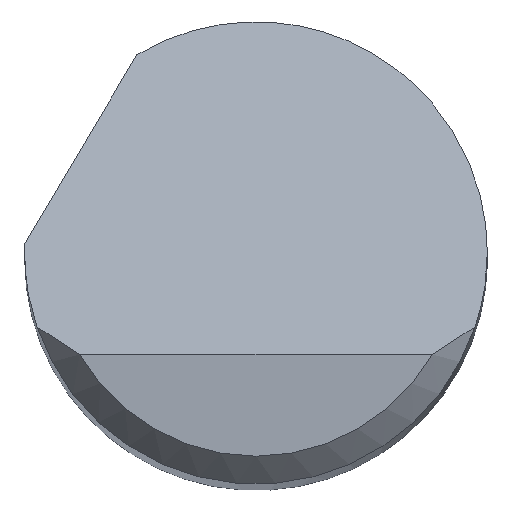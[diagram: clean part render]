
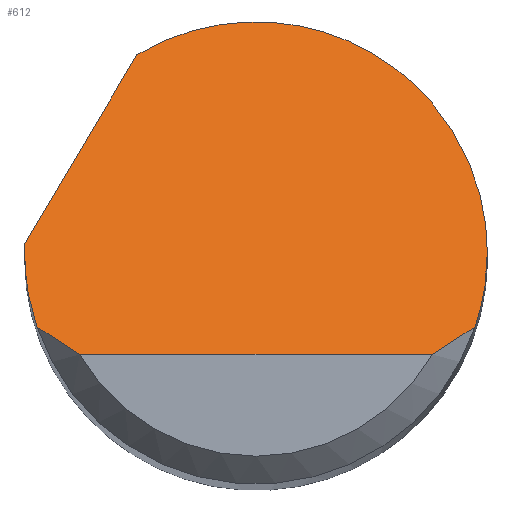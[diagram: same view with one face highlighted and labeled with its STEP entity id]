
A CAD part, top view. The second image highlights one B-rep face of the part: STEP entity #612.
In plain terms, the highlighted planar face has unit normal (0, 0.707, 0.707).
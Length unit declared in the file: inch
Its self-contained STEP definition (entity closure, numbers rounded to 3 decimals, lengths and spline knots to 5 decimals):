
#1 = ORIENTED_EDGE ( 'NONE', *, *, #324, .F. ) ;
#5 = EDGE_CURVE ( 'NONE', #642, #356, #564, .T. ) ;
#18 = VECTOR ( 'NONE', #458, 39.37008 ) ;
#20 = EDGE_CURVE ( 'NONE', #787, #642, #560, .T. ) ;
#22 = CARTESIAN_POINT ( 'NONE',  ( -0.09526, -0.055, 3.5 ) ) ;
#32 = VERTEX_POINT ( 'NONE', #284 ) ;
#41 = CARTESIAN_POINT ( 'NONE',  ( 0.125, 0., 3.445 ) ) ;
#71 = CARTESIAN_POINT ( 'NONE',  ( -0.12279, -0.02708, 3.47208 ) ) ;
#80 = CARTESIAN_POINT ( 'NONE',  ( -0.09526, -0.055, 3.5 ) ) ;
#101 = CARTESIAN_POINT ( 'NONE',  ( -0.125, 0., 3.445 ) ) ;
#106 = CARTESIAN_POINT ( 'NONE',  ( -0.06437, 0.10715, 3.33785 ) ) ;
#121 = CARTESIAN_POINT ( 'NONE',  ( 0.10339, -0.05031, 3.49531 ) ) ;
#125 = CARTESIAN_POINT ( 'NONE',  ( -0.15516, -0.04606, 3.49106 ) ) ;
#131 = CARTESIAN_POINT ( 'NONE',  ( -0.06437, 0.10715, 3.33785 ) ) ;
#133 = ORIENTED_EDGE ( 'NONE', *, *, #167, .F. ) ;
#134 = PLANE ( 'NONE',  #328 ) ;
#152 = EDGE_CURVE ( 'NONE', #236, #252, #224, .T. ) ;
#167 = EDGE_CURVE ( 'NONE', #356, #289, #711, .T. ) ;
#170 = CARTESIAN_POINT ( 'NONE',  ( 0.11843, -0.04, 3.485 ) ) ;
#199 = EDGE_CURVE ( 'NONE', #32, #209, #339, .T. ) ;
#209 = VERTEX_POINT ( 'NONE', #22 ) ;
#218 = CARTESIAN_POINT ( 'NONE',  ( 0.125, -0.01363, 3.45863 ) ) ;
#224 = B_SPLINE_CURVE_WITH_KNOTS ( 'NONE', 3,
 ( #727, #121, #671, #513 ),
 .UNSPECIFIED., .F., .F.,
 ( 4, 4 ),
 ( 0., 0.0008 ),
 .UNSPECIFIED. ) ;
#226 = CARTESIAN_POINT ( 'NONE',  ( -0.1249, 0.005, 3.44 ) ) ;
#227 = CARTESIAN_POINT ( 'NONE',  ( 0.11843, -0.04, 3.485 ) ) ;
#236 = VERTEX_POINT ( 'NONE', #450 ) ;
#252 = VERTEX_POINT ( 'NONE', #227 ) ;
#262 = DIRECTION ( 'NONE',  ( 0., 0.707, -0.707 ) ) ;
#265 = ORIENTED_EDGE ( 'NONE', *, *, #152, .T. ) ;
#272 = ORIENTED_EDGE ( 'NONE', *, *, #466, .T. ) ;
#284 = CARTESIAN_POINT ( 'NONE',  ( -0.11843, -0.04, 3.485 ) ) ;
#288 =( BOUNDED_CURVE ( )  B_SPLINE_CURVE ( 3, ( #449, #71, #445, #625 ),
 .UNSPECIFIED., .F., .T. ) 
 B_SPLINE_CURVE_WITH_KNOTS ( ( 4, 4 ),
 ( 4.38666, 4.71239 ),
 .UNSPECIFIED. ) 
 CURVE ( )  GEOMETRIC_REPRESENTATION_ITEM ( )  RATIONAL_B_SPLINE_CURVE ( ( 1., 0.991, 0.991, 1. ) ) 
 REPRESENTATION_ITEM ( '' )  );
#289 = VERTEX_POINT ( 'NONE', #41 ) ;
#306 = CARTESIAN_POINT ( 'NONE',  ( 0., -0.055, 3.5 ) ) ;
#324 = EDGE_CURVE ( 'NONE', #289, #252, #617, .T. ) ;
#328 = AXIS2_PLACEMENT_3D ( 'NONE', #502, #377, #262 ) ;
#339 = B_SPLINE_CURVE_WITH_KNOTS ( 'NONE', 3,
 ( #577, #387, #383, #80 ),
 .UNSPECIFIED., .F., .F.,
 ( 4, 4 ),
 ( 0., 0.0008 ),
 .UNSPECIFIED. ) ;
#356 = VERTEX_POINT ( 'NONE', #106 ) ;
#359 = CARTESIAN_POINT ( 'NONE',  ( -0.12497, 0.00333, 3.44167 ) ) ;
#374 = ORIENTED_EDGE ( 'NONE', *, *, #20, .F. ) ;
#377 = DIRECTION ( 'NONE',  ( 0., -0.707, -0.707 ) ) ;
#380 = CARTESIAN_POINT ( 'NONE',  ( 0.125, 0.10961, 3.33539 ) ) ;
#383 = CARTESIAN_POINT ( 'NONE',  ( -0.10339, -0.05031, 3.49531 ) ) ;
#387 = CARTESIAN_POINT ( 'NONE',  ( -0.11107, -0.04528, 3.49028 ) ) ;
#389 = EDGE_LOOP ( 'NONE', ( #272, #265, #1, #133, #724, #374, #492, #454 ) ) ;
#398 = VECTOR ( 'NONE', #434, 39.37008 ) ;
#434 = DIRECTION ( 'NONE',  ( 0.386, 0.652, -0.652 ) ) ;
#445 = CARTESIAN_POINT ( 'NONE',  ( -0.125, -0.01363, 3.45863 ) ) ;
#449 = CARTESIAN_POINT ( 'NONE',  ( -0.11843, -0.04, 3.485 ) ) ;
#450 = CARTESIAN_POINT ( 'NONE',  ( 0.09526, -0.055, 3.5 ) ) ;
#454 = ORIENTED_EDGE ( 'NONE', *, *, #199, .T. ) ;
#458 = DIRECTION ( 'NONE',  ( 1., 0., 0. ) ) ;
#466 = EDGE_CURVE ( 'NONE', #209, #236, #511, .T. ) ;
#469 = CARTESIAN_POINT ( 'NONE',  ( 0.12279, -0.02708, 3.47208 ) ) ;
#492 = ORIENTED_EDGE ( 'NONE', *, *, #623, .F. ) ;
#502 = CARTESIAN_POINT ( 'NONE',  ( -0.125, -0.055, 3.5 ) ) ;
#511 = LINE ( 'NONE', #306, #18 ) ;
#512 = FACE_OUTER_BOUND ( 'NONE', #389, .T. ) ;
#513 = CARTESIAN_POINT ( 'NONE',  ( 0.11843, -0.04, 3.485 ) ) ;
#537 = CARTESIAN_POINT ( 'NONE',  ( -0.125, 0., 3.445 ) ) ;
#560 =( BOUNDED_CURVE ( )  B_SPLINE_CURVE ( 3, ( #101, #709, #359, #226 ),
 .UNSPECIFIED., .F., .T. ) 
 B_SPLINE_CURVE_WITH_KNOTS ( ( 4, 4 ),
 ( 4.71239, 4.7524 ),
 .UNSPECIFIED. ) 
 CURVE ( )  GEOMETRIC_REPRESENTATION_ITEM ( )  RATIONAL_B_SPLINE_CURVE ( ( 1., 1., 1., 1. ) ) 
 REPRESENTATION_ITEM ( '' )  );
#564 = LINE ( 'NONE', #125, #398 ) ;
#577 = CARTESIAN_POINT ( 'NONE',  ( -0.11843, -0.04, 3.485 ) ) ;
#612 = ADVANCED_FACE ( 'NONE', ( #512 ), #134, .F. ) ;
#617 =( BOUNDED_CURVE ( )  B_SPLINE_CURVE ( 3, ( #773, #218, #469, #170 ),
 .UNSPECIFIED., .F., .T. ) 
 B_SPLINE_CURVE_WITH_KNOTS ( ( 4, 4 ),
 ( 1.5708, 1.89653 ),
 .UNSPECIFIED. ) 
 CURVE ( )  GEOMETRIC_REPRESENTATION_ITEM ( )  RATIONAL_B_SPLINE_CURVE ( ( 1., 0.991, 0.991, 1. ) ) 
 REPRESENTATION_ITEM ( '' )  );
#623 = EDGE_CURVE ( 'NONE', #32, #787, #288, .T. ) ;
#625 = CARTESIAN_POINT ( 'NONE',  ( -0.125, 0., 3.445 ) ) ;
#626 = CARTESIAN_POINT ( 'NONE',  ( 0.0296, 0.1636, 3.2814 ) ) ;
#642 = VERTEX_POINT ( 'NONE', #681 ) ;
#671 = CARTESIAN_POINT ( 'NONE',  ( 0.11107, -0.04528, 3.49028 ) ) ;
#681 = CARTESIAN_POINT ( 'NONE',  ( -0.1249, 0.005, 3.44 ) ) ;
#709 = CARTESIAN_POINT ( 'NONE',  ( -0.125, 0.00167, 3.44333 ) ) ;
#711 =( BOUNDED_CURVE ( )  B_SPLINE_CURVE ( 3, ( #131, #626, #380, #744 ),
 .UNSPECIFIED., .F., .T. ) 
 B_SPLINE_CURVE_WITH_KNOTS ( ( 4, 4 ),
 ( 5.74227, 7.85398 ),
 .UNSPECIFIED. ) 
 CURVE ( )  GEOMETRIC_REPRESENTATION_ITEM ( )  RATIONAL_B_SPLINE_CURVE ( ( 1., 0.662, 0.662, 1. ) ) 
 REPRESENTATION_ITEM ( '' )  );
#724 = ORIENTED_EDGE ( 'NONE', *, *, #5, .F. ) ;
#727 = CARTESIAN_POINT ( 'NONE',  ( 0.09526, -0.055, 3.5 ) ) ;
#744 = CARTESIAN_POINT ( 'NONE',  ( 0.125, 0., 3.445 ) ) ;
#773 = CARTESIAN_POINT ( 'NONE',  ( 0.125, 0., 3.445 ) ) ;
#787 = VERTEX_POINT ( 'NONE', #537 ) ;
